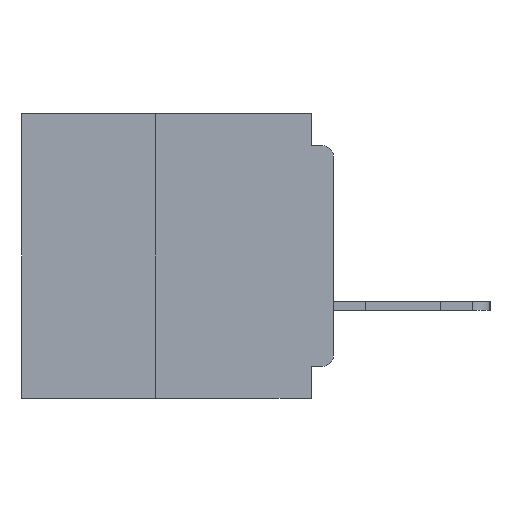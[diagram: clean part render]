
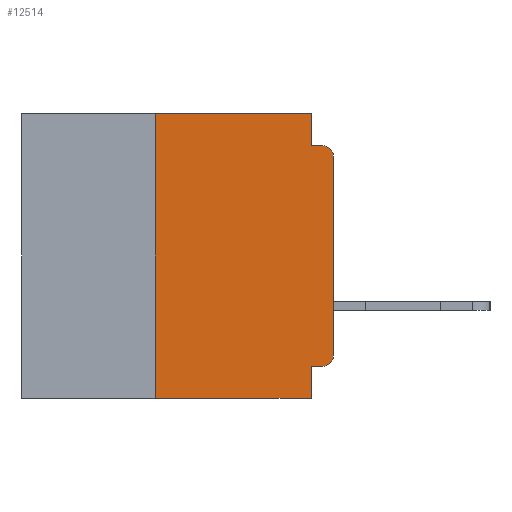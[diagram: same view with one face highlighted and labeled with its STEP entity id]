
A CAD part, left-side view. The second image highlights one B-rep face of the part: STEP entity #12514.
In plain terms, the highlighted planar face has unit normal (-1, 0, 0).
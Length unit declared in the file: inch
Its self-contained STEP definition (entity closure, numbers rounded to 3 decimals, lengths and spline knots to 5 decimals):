
#302 = CIRCLE ( 'NONE', #9491, 0.015 ) ;
#356 = LINE ( 'NONE', #2224, #31565 ) ;
#693 = VERTEX_POINT ( 'NONE', #7936 ) ;
#1325 = CIRCLE ( 'NONE', #26253, 0.015 ) ;
#1928 = DIRECTION ( 'NONE',  ( 0., 0., 1. ) ) ;
#1993 = ORIENTED_EDGE ( 'NONE', *, *, #11831, .F. ) ;
#2224 = CARTESIAN_POINT ( 'NONE',  ( 0., 0.437, 0. ) ) ;
#3066 = VERTEX_POINT ( 'NONE', #30023 ) ;
#3099 = LINE ( 'NONE', #6362, #34289 ) ;
#4707 = VECTOR ( 'NONE', #26766, 39.37008 ) ;
#5293 = VERTEX_POINT ( 'NONE', #8711 ) ;
#5890 = DIRECTION ( 'NONE',  ( 0., 1., 0. ) ) ;
#5952 = EDGE_CURVE ( 'NONE', #11556, #25843, #12689, .T. ) ;
#6247 = CARTESIAN_POINT ( 'NONE',  ( 0., 0.437, -0.4 ) ) ;
#6327 = VECTOR ( 'NONE', #18040, 39.37008 ) ;
#6362 = CARTESIAN_POINT ( 'NONE',  ( 0., 0., -0.355 ) ) ;
#6678 = EDGE_CURVE ( 'NONE', #28997, #34049, #3099, .T. ) ;
#7625 = VECTOR ( 'NONE', #27348, 39.37008 ) ;
#7734 = DIRECTION ( 'NONE',  ( -1., 0., 0. ) ) ;
#7914 = CARTESIAN_POINT ( 'NONE',  ( 0., 0.015, -0.34 ) ) ;
#7936 = CARTESIAN_POINT ( 'NONE',  ( 0., 0.031, -0.4 ) ) ;
#8454 = CARTESIAN_POINT ( 'NONE',  ( 0., 0.437, 0. ) ) ;
#8711 = CARTESIAN_POINT ( 'NONE',  ( 0., 0.25, 0. ) ) ;
#9491 = AXIS2_PLACEMENT_3D ( 'NONE', #25973, #7734, #28968 ) ;
#9510 = CARTESIAN_POINT ( 'NONE',  ( 0., 0.015, -0.045 ) ) ;
#9842 = LINE ( 'NONE', #14242, #16025 ) ;
#10944 = DIRECTION ( 'NONE',  ( 0., 0., -1. ) ) ;
#11362 = PLANE ( 'NONE',  #32331 ) ;
#11556 = VERTEX_POINT ( 'NONE', #13286 ) ;
#11831 = EDGE_CURVE ( 'NONE', #5293, #3066, #356, .T. ) ;
#12434 = ORIENTED_EDGE ( 'NONE', *, *, #33811, .T. ) ;
#12514 = ADVANCED_FACE ( 'NONE', ( #20879 ), #11362, .F. ) ;
#12689 = LINE ( 'NONE', #28156, #4707 ) ;
#13286 = CARTESIAN_POINT ( 'NONE',  ( 0., 0., -0.34 ) ) ;
#13522 = DIRECTION ( 'NONE',  ( 0., 0., -1. ) ) ;
#14242 = CARTESIAN_POINT ( 'NONE',  ( 0., 0.031, 0. ) ) ;
#14567 = DIRECTION ( 'NONE',  ( 0., 0., -1. ) ) ;
#14860 = ORIENTED_EDGE ( 'NONE', *, *, #18880, .F. ) ;
#15478 = ORIENTED_EDGE ( 'NONE', *, *, #6678, .F. ) ;
#15800 = VERTEX_POINT ( 'NONE', #25090 ) ;
#16025 = VECTOR ( 'NONE', #32393, 39.37008 ) ;
#17000 = CARTESIAN_POINT ( 'NONE',  ( 0., 0.25, -0.4 ) ) ;
#17336 = ORIENTED_EDGE ( 'NONE', *, *, #20668, .T. ) ;
#18040 = DIRECTION ( 'NONE',  ( 0., -1., 0. ) ) ;
#18337 = VERTEX_POINT ( 'NONE', #37540 ) ;
#18344 = VECTOR ( 'NONE', #1928, 39.37008 ) ;
#18590 = EDGE_CURVE ( 'NONE', #34049, #693, #26783, .T. ) ;
#18880 = EDGE_CURVE ( 'NONE', #18337, #25058, #32377, .T. ) ;
#20668 = EDGE_CURVE ( 'NONE', #15800, #693, #23870, .T. ) ;
#20879 = FACE_OUTER_BOUND ( 'NONE', #27046, .T. ) ;
#21614 = ORIENTED_EDGE ( 'NONE', *, *, #28753, .F. ) ;
#22715 = EDGE_CURVE ( 'NONE', #15800, #5293, #35333, .T. ) ;
#22932 = ORIENTED_EDGE ( 'NONE', *, *, #5952, .T. ) ;
#23870 = LINE ( 'NONE', #6247, #7625 ) ;
#25058 = VERTEX_POINT ( 'NONE', #9510 ) ;
#25090 = CARTESIAN_POINT ( 'NONE',  ( 0., 0.25, -0.4 ) ) ;
#25843 = VERTEX_POINT ( 'NONE', #29245 ) ;
#25973 = CARTESIAN_POINT ( 'NONE',  ( 0., 0.015, -0.06 ) ) ;
#26253 = AXIS2_PLACEMENT_3D ( 'NONE', #7914, #29148, #10944 ) ;
#26766 = DIRECTION ( 'NONE',  ( 0., 0., 1. ) ) ;
#26783 = LINE ( 'NONE', #34672, #33800 ) ;
#27046 = EDGE_LOOP ( 'NONE', ( #22932, #12434, #14860, #21614, #1993, #27274, #17336, #29240, #15478, #38300 ) ) ;
#27274 = ORIENTED_EDGE ( 'NONE', *, *, #22715, .F. ) ;
#27348 = DIRECTION ( 'NONE',  ( 0., -1., 0. ) ) ;
#28156 = CARTESIAN_POINT ( 'NONE',  ( 0., 0., 0. ) ) ;
#28753 = EDGE_CURVE ( 'NONE', #3066, #18337, #9842, .T. ) ;
#28968 = DIRECTION ( 'NONE',  ( 0., 0., -1. ) ) ;
#28997 = VERTEX_POINT ( 'NONE', #36536 ) ;
#29148 = DIRECTION ( 'NONE',  ( -1., 0., 0. ) ) ;
#29240 = ORIENTED_EDGE ( 'NONE', *, *, #18590, .F. ) ;
#29245 = CARTESIAN_POINT ( 'NONE',  ( 0., 0., -0.06 ) ) ;
#29480 = DIRECTION ( 'NONE',  ( 0., -1., 0. ) ) ;
#29796 = EDGE_CURVE ( 'NONE', #28997, #11556, #1325, .T. ) ;
#30023 = CARTESIAN_POINT ( 'NONE',  ( 0., 0.031, 0. ) ) ;
#31565 = VECTOR ( 'NONE', #29480, 39.37008 ) ;
#32331 = AXIS2_PLACEMENT_3D ( 'NONE', #8454, #32712, #14567 ) ;
#32377 = LINE ( 'NONE', #33115, #6327 ) ;
#32393 = DIRECTION ( 'NONE',  ( 0., 0., -1. ) ) ;
#32712 = DIRECTION ( 'NONE',  ( 1., 0., 0. ) ) ;
#33115 = CARTESIAN_POINT ( 'NONE',  ( 0., 0., -0.045 ) ) ;
#33800 = VECTOR ( 'NONE', #13522, 39.37008 ) ;
#33811 = EDGE_CURVE ( 'NONE', #25843, #25058, #302, .T. ) ;
#34049 = VERTEX_POINT ( 'NONE', #36141 ) ;
#34289 = VECTOR ( 'NONE', #5890, 39.37008 ) ;
#34672 = CARTESIAN_POINT ( 'NONE',  ( 0., 0.031, -0.4 ) ) ;
#35333 = LINE ( 'NONE', #17000, #18344 ) ;
#36141 = CARTESIAN_POINT ( 'NONE',  ( 0., 0.031, -0.355 ) ) ;
#36536 = CARTESIAN_POINT ( 'NONE',  ( 0., 0.015, -0.355 ) ) ;
#37540 = CARTESIAN_POINT ( 'NONE',  ( 0., 0.031, -0.045 ) ) ;
#38300 = ORIENTED_EDGE ( 'NONE', *, *, #29796, .T. ) ;
